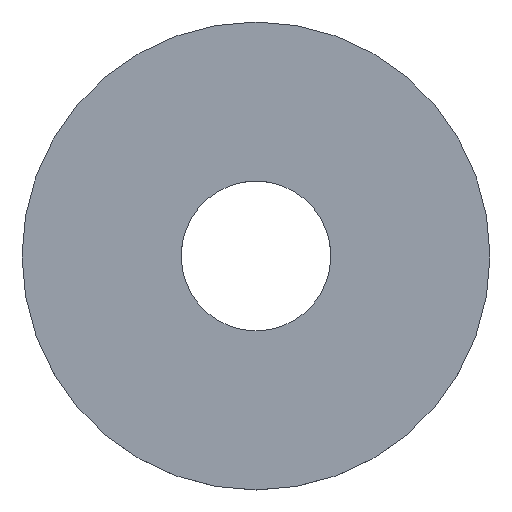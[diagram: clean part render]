
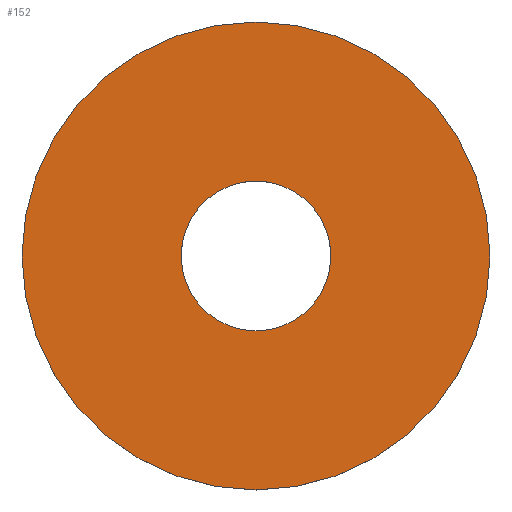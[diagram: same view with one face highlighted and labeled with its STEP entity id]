
A CAD part, top view. The second image highlights one B-rep face of the part: STEP entity #152.
In plain terms, the highlighted planar face has unit normal (0, 0, 1).
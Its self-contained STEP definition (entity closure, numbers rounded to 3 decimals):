
#9 = VERTEX_POINT ( 'NONE', #87 ) ;
#15 = ORIENTED_EDGE ( 'NONE', *, *, #165, .T. ) ;
#17 = EDGE_CURVE ( 'NONE', #9, #9, #79, .T. ) ;
#29 = DIRECTION ( 'NONE',  ( 0., 1., 0. ) ) ;
#69 = EDGE_LOOP ( 'NONE', ( #15 ) ) ;
#76 = CIRCLE ( 'NONE', #106, 4. ) ;
#79 = CIRCLE ( 'NONE', #99, 12.5 ) ;
#83 = CARTESIAN_POINT ( 'NONE',  ( 0., 0., 1.3 ) ) ;
#87 = CARTESIAN_POINT ( 'NONE',  ( 0., 12.5, 1.3 ) ) ;
#97 = AXIS2_PLACEMENT_3D ( 'NONE', #168, #144, #143 ) ;
#99 = AXIS2_PLACEMENT_3D ( 'NONE', #124, #108, #29 ) ;
#106 = AXIS2_PLACEMENT_3D ( 'NONE', #83, #130, #167 ) ;
#108 = DIRECTION ( 'NONE',  ( 0., 0., -1. ) ) ;
#110 = EDGE_LOOP ( 'NONE', ( #139 ) ) ;
#124 = CARTESIAN_POINT ( 'NONE',  ( 0., 0., 1.3 ) ) ;
#130 = DIRECTION ( 'NONE',  ( 0., 0., -1. ) ) ;
#139 = ORIENTED_EDGE ( 'NONE', *, *, #17, .F. ) ;
#141 = VERTEX_POINT ( 'NONE', #142 ) ;
#142 = CARTESIAN_POINT ( 'NONE',  ( 0., 4., 1.3 ) ) ;
#143 = DIRECTION ( 'NONE',  ( 0., -1., 0. ) ) ;
#144 = DIRECTION ( 'NONE',  ( 0., 0., 1. ) ) ;
#145 = PLANE ( 'NONE',  #97 ) ;
#152 = ADVANCED_FACE ( 'NONE', ( #158, #166 ), #145, .T. ) ;
#158 = FACE_BOUND ( 'NONE', #69, .T. ) ;
#165 = EDGE_CURVE ( 'NONE', #141, #141, #76, .T. ) ;
#166 = FACE_OUTER_BOUND ( 'NONE', #110, .T. ) ;
#167 = DIRECTION ( 'NONE',  ( 0., 1., 0. ) ) ;
#168 = CARTESIAN_POINT ( 'NONE',  ( 0., 4., 1.3 ) ) ;
